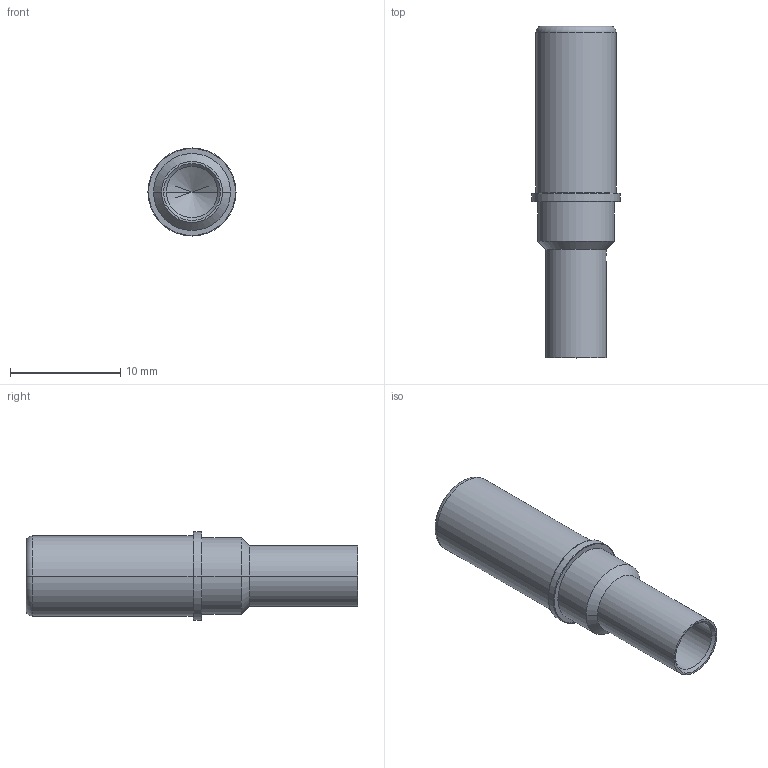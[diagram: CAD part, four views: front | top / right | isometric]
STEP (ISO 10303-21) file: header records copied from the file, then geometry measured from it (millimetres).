
FILE_DESCRIPTION((''),'2;1');
FILE_NAME('00170474002','2020-09-17T',('presta_be4'),(''),'CREO PARAMETRIC BY PTC INC, 2018360','CREO PARAMETRIC BY PTC INC, 2018360','');
FILE_SCHEMA(('CONFIG_CONTROL_DESIGN'));
Length unit declared in the file: millimetre
Products named in the file (1): 00170474002
Bounding box: 7.99 x 30.07 x 7.99 mm (x, y, z)
Volume: 485.2 mm3; surface area: 1749.5 mm2
Topology: 2 solids, 2 shells, 82 faces, 208 edges, 128 vertices
Faces by surface type: plane 30, torus 22, cylinder 22, cone 8
Entity records: 3256 total; most frequent: CARTESIAN_POINT 1230, DIRECTION 436, ORIENTED_EDGE 408, EDGE_CURVE 204, AXIS2_PLACEMENT_3D 178, VERTEX_POINT 128, CIRCLE 96, EDGE_LOOP 88
